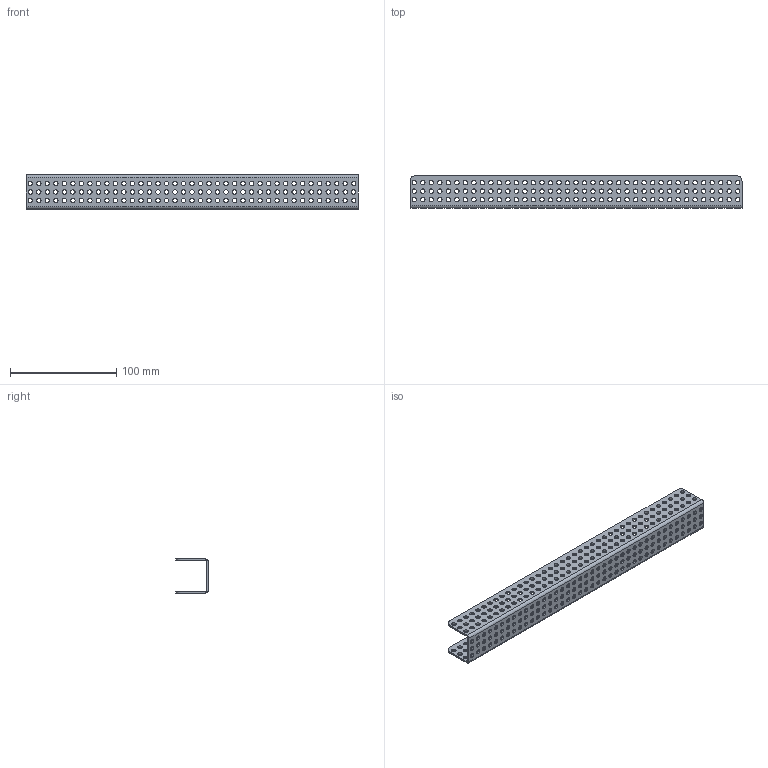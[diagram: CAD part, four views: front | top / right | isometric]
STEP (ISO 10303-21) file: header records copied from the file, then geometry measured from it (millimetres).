
FILE_DESCRIPTION (( 'STEP AP214' ), '1' );
FILE_NAME ('06-0339.step', '2020-04-06T07:08:22', ( '' ), ( '' ), 'SwSTEP 2.0', 'SolidWorks 2020', '' );
FILE_SCHEMA (( 'AUTOMOTIVE_DESIGN' ));
Length unit declared in the file: millimetre
Products named in the file (1): 06-0339
Bounding box: 312 x 30.5 x 32 mm (x, y, z)
Volume: 36241.8 mm3; surface area: 53979.5 mm2
Topology: 1 solids, 1 shells, 720 faces, 2154 edges, 1436 vertices
Faces by surface type: cylinder 710, plane 10
Entity records: 26576 total; most frequent: DIRECTION 5016, CARTESIAN_POINT 4311, ORIENTED_EDGE 4308, EDGE_CURVE 2154, AXIS2_PLACEMENT_3D 2141, VERTEX_POINT 1436, EDGE_LOOP 1422, CIRCLE 1420
